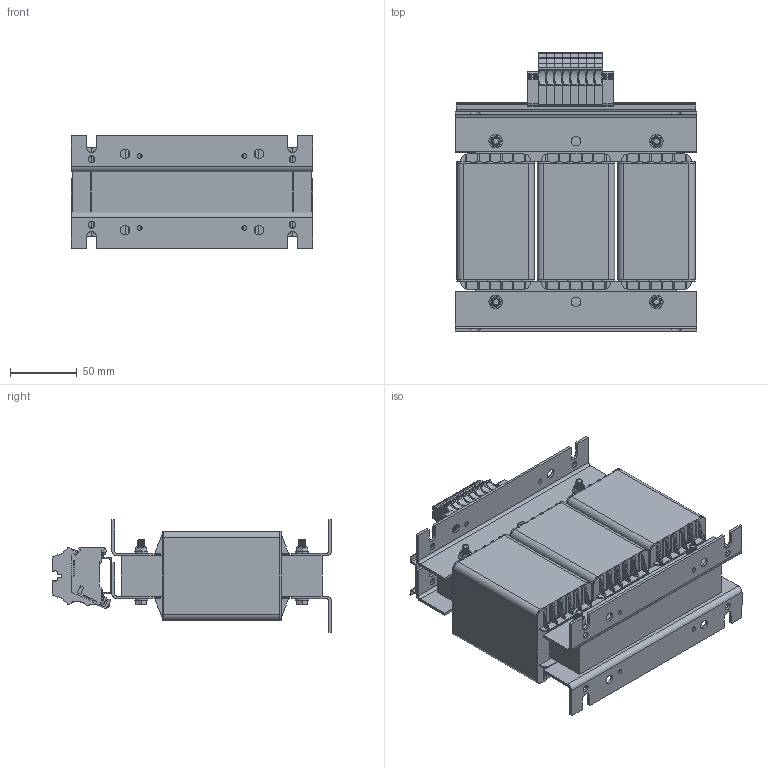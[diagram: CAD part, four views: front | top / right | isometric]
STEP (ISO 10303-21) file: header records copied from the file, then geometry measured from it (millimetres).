
FILE_DESCRIPTION(/* description */ (''),/* implementation_level */ '2;1');
FILE_NAME(/* name */ 'TTX1.stp',/* time_stamp */ '2023-06-01T12:20:07+02:00',/* author */ ('sb'),/* organization */ (''),/* preprocessor_version */ 'ST-DEVELOPER v16.13',/* originating_system */ 'Autodesk Inventor 2018',/* authorisation */ '');
FILE_SCHEMA (('AUTOMOTIVE_DESIGN { 1 0 10303 214 3 1 1 }'));
Length unit declared in the file: millimetre
Products named in the file (14): TTX1_bien; Núcleo RC30x30; BRI30-3IP02; 7xBOR0046+TIERRA; AVK 4RD_tierra; Guía DIN inteligente_klemsam; AVK 4RD; 495049_KD3_Grey; TOR545E; DIN 125-2 - B 5,3; ISO 4032 - M5; RC30X30; BOBINARC30x30; CAR0002T (30x30)
Assembly tree (38 placements, depth 3):
  TTX1_bien
    Núcleo RC30x30
    BRI30-3IP02  x4
    7xBOR0046+TIERRA
      AVK 4RD_tierra
      AVK 4RD  x7
      Guía DIN inteligente_klemsam
      495049_KD3_Grey  x2
    TOR545E  x4
    DIN 125-2 - B 5,3  x8
    ISO 4032 - M5  x4
    RC30X30  x3
      BOBINARC30x30
      CAR0002T (30x30)
Bounding box: 180 x 208.31 x 84 mm (x, y, z)
Volume: 1427672.3 mm3; surface area: 440359.9 mm2
Topology: 38 solids, 38 shells, 2476 faces, 7012 edges, 4632 vertices
Faces by surface type: plane 1724, cylinder 728, cone 16, bspline 8
Full cylindrical faces by diameter (mm): 3 x2, 3.5 x8, 4.134 x4, 4.3 x16, 4.917 x8, 5.3 x8, 5.8 x2, 6 x4, 7 x20, 10 x8
Entity records: 30574 total; most frequent: CARTESIAN_POINT 8985, ORIENTED_EDGE 4382, DIRECTION 4238, EDGE_CURVE 2191, LINE 1714, VECTOR 1714, VERTEX_POINT 1458, AXIS2_PLACEMENT_3D 1262
